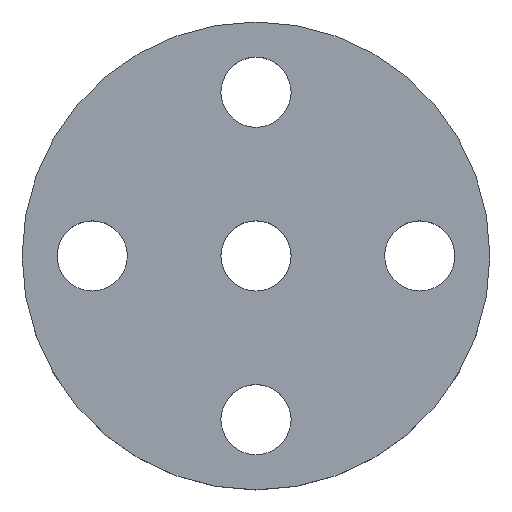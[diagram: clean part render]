
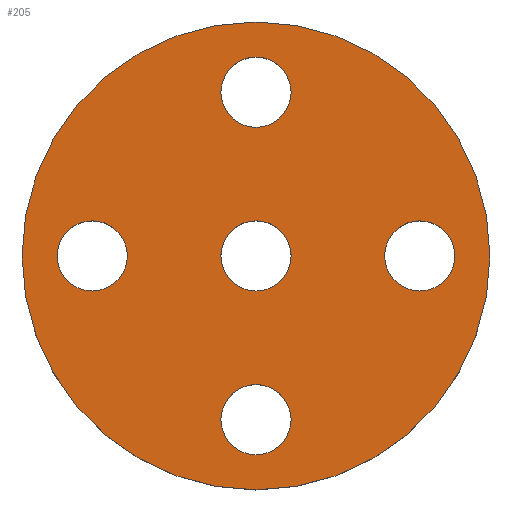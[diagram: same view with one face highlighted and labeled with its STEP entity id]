
A CAD part, top view. The second image highlights one B-rep face of the part: STEP entity #205.
In plain terms, the highlighted planar face has unit normal (0, 0, 1).
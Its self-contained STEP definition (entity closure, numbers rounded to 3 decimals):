
#3 = AXIS2_PLACEMENT_3D ( 'NONE', #437, #399, #321 ) ;
#6 = VERTEX_POINT ( 'NONE', #229 ) ;
#18 = DIRECTION ( 'NONE',  ( 1., 0., 0. ) ) ;
#20 = CARTESIAN_POINT ( 'NONE',  ( 5.5, 0., 3. ) ) ;
#25 = ORIENTED_EDGE ( 'NONE', *, *, #290, .F. ) ;
#29 = DIRECTION ( 'NONE',  ( 0., 0., 1. ) ) ;
#32 = EDGE_CURVE ( 'NONE', #128, #66, #83, .T. ) ;
#43 = EDGE_CURVE ( 'NONE', #260, #240, #436, .T. ) ;
#54 = ORIENTED_EDGE ( 'NONE', *, *, #106, .F. ) ;
#58 = AXIS2_PLACEMENT_3D ( 'NONE', #200, #307, #232 ) ;
#61 = CARTESIAN_POINT ( 'NONE',  ( 0., -7., 3. ) ) ;
#62 = EDGE_LOOP ( 'NONE', ( #453, #462 ) ) ;
#66 = VERTEX_POINT ( 'NONE', #113 ) ;
#76 = CARTESIAN_POINT ( 'NONE',  ( -7., 0., 3. ) ) ;
#82 = CIRCLE ( 'NONE', #116, 10. ) ;
#83 = CIRCLE ( 'NONE', #366, 1.5 ) ;
#86 = FACE_BOUND ( 'NONE', #62, .T. ) ;
#89 = CIRCLE ( 'NONE', #3, 10. ) ;
#91 = AXIS2_PLACEMENT_3D ( 'NONE', #315, #215, #439 ) ;
#92 = EDGE_LOOP ( 'NONE', ( #95, #54 ) ) ;
#95 = ORIENTED_EDGE ( 'NONE', *, *, #286, .F. ) ;
#96 = DIRECTION ( 'NONE',  ( 0., 0., 1. ) ) ;
#100 = ORIENTED_EDGE ( 'NONE', *, *, #309, .F. ) ;
#106 = EDGE_CURVE ( 'NONE', #132, #325, #109, .T. ) ;
#107 = CARTESIAN_POINT ( 'NONE',  ( 0., 0., 3. ) ) ;
#109 = CIRCLE ( 'NONE', #178, 1.5 ) ;
#113 = CARTESIAN_POINT ( 'NONE',  ( 1.5, 7., 3. ) ) ;
#114 = AXIS2_PLACEMENT_3D ( 'NONE', #140, #369, #18 ) ;
#115 = CARTESIAN_POINT ( 'NONE',  ( -5.5, 0., 3. ) ) ;
#116 = AXIS2_PLACEMENT_3D ( 'NONE', #376, #191, #414 ) ;
#120 = CARTESIAN_POINT ( 'NONE',  ( 8.5, 0., 3. ) ) ;
#123 = VERTEX_POINT ( 'NONE', #115 ) ;
#128 = VERTEX_POINT ( 'NONE', #304 ) ;
#132 = VERTEX_POINT ( 'NONE', #120 ) ;
#133 = CIRCLE ( 'NONE', #491, 1.5 ) ;
#134 = AXIS2_PLACEMENT_3D ( 'NONE', #156, #29, #386 ) ;
#140 = CARTESIAN_POINT ( 'NONE',  ( 0., 7., 3. ) ) ;
#142 = AXIS2_PLACEMENT_3D ( 'NONE', #148, #449, #143 ) ;
#143 = DIRECTION ( 'NONE',  ( 1., 0., 0. ) ) ;
#148 = CARTESIAN_POINT ( 'NONE',  ( -7., 0., 3. ) ) ;
#156 = CARTESIAN_POINT ( 'NONE',  ( 0., 0., 3. ) ) ;
#157 = CIRCLE ( 'NONE', #284, 1.5 ) ;
#166 = VERTEX_POINT ( 'NONE', #265 ) ;
#174 = CARTESIAN_POINT ( 'NONE',  ( 1.5, -7., 3. ) ) ;
#178 = AXIS2_PLACEMENT_3D ( 'NONE', #241, #470, #343 ) ;
#185 = EDGE_LOOP ( 'NONE', ( #249, #417 ) ) ;
#191 = DIRECTION ( 'NONE',  ( 0., 0., 1. ) ) ;
#200 = CARTESIAN_POINT ( 'NONE',  ( 0., -7., 3. ) ) ;
#205 = ADVANCED_FACE ( 'NONE', ( #250, #357, #362, #86, #312, #359 ), #479, .T. ) ;
#206 = ORIENTED_EDGE ( 'NONE', *, *, #418, .F. ) ;
#215 = DIRECTION ( 'NONE',  ( 0., 0., 1. ) ) ;
#229 = CARTESIAN_POINT ( 'NONE',  ( 10., 0., 3. ) ) ;
#232 = DIRECTION ( 'NONE',  ( 1., 0., 0. ) ) ;
#240 = VERTEX_POINT ( 'NONE', #174 ) ;
#241 = CARTESIAN_POINT ( 'NONE',  ( 7., 0., 3. ) ) ;
#249 = ORIENTED_EDGE ( 'NONE', *, *, #408, .T. ) ;
#250 = FACE_BOUND ( 'NONE', #251, .T. ) ;
#251 = EDGE_LOOP ( 'NONE', ( #100, #482 ) ) ;
#254 = EDGE_CURVE ( 'NONE', #6, #355, #89, .T. ) ;
#260 = VERTEX_POINT ( 'NONE', #485 ) ;
#262 = CARTESIAN_POINT ( 'NONE',  ( 7., 0., 3. ) ) ;
#263 = VERTEX_POINT ( 'NONE', #324 ) ;
#265 = CARTESIAN_POINT ( 'NONE',  ( 1.5, 0., 3. ) ) ;
#272 = DIRECTION ( 'NONE',  ( 1., 0., 0. ) ) ;
#275 = EDGE_LOOP ( 'NONE', ( #25, #279 ) ) ;
#279 = ORIENTED_EDGE ( 'NONE', *, *, #476, .F. ) ;
#284 = AXIS2_PLACEMENT_3D ( 'NONE', #107, #489, #371 ) ;
#286 = EDGE_CURVE ( 'NONE', #325, #132, #133, .T. ) ;
#290 = EDGE_CURVE ( 'NONE', #365, #166, #157, .T. ) ;
#295 = CARTESIAN_POINT ( 'NONE',  ( -10., 0., 3. ) ) ;
#304 = CARTESIAN_POINT ( 'NONE',  ( -1.5, 7., 3. ) ) ;
#307 = DIRECTION ( 'NONE',  ( 0., 0., 1. ) ) ;
#309 = EDGE_CURVE ( 'NONE', #263, #123, #410, .T. ) ;
#311 = CIRCLE ( 'NONE', #506, 1.5 ) ;
#312 = FACE_BOUND ( 'NONE', #486, .T. ) ;
#313 = AXIS2_PLACEMENT_3D ( 'NONE', #61, #430, #504 ) ;
#315 = CARTESIAN_POINT ( 'NONE',  ( 0., 0., 3. ) ) ;
#321 = DIRECTION ( 'NONE',  ( 1., 0., 0. ) ) ;
#323 = EDGE_CURVE ( 'NONE', #66, #128, #330, .T. ) ;
#324 = CARTESIAN_POINT ( 'NONE',  ( -8.5, 0., 3. ) ) ;
#325 = VERTEX_POINT ( 'NONE', #20 ) ;
#330 = CIRCLE ( 'NONE', #114, 1.5 ) ;
#343 = DIRECTION ( 'NONE',  ( 1., 0., 0. ) ) ;
#353 = ORIENTED_EDGE ( 'NONE', *, *, #43, .F. ) ;
#355 = VERTEX_POINT ( 'NONE', #295 ) ;
#357 = FACE_BOUND ( 'NONE', #92, .T. ) ;
#359 = FACE_BOUND ( 'NONE', #275, .T. ) ;
#362 = FACE_OUTER_BOUND ( 'NONE', #185, .T. ) ;
#365 = VERTEX_POINT ( 'NONE', #487 ) ;
#366 = AXIS2_PLACEMENT_3D ( 'NONE', #432, #389, #272 ) ;
#369 = DIRECTION ( 'NONE',  ( 0., 0., 1. ) ) ;
#371 = DIRECTION ( 'NONE',  ( 1., 0., 0. ) ) ;
#376 = CARTESIAN_POINT ( 'NONE',  ( 0., 0., 3. ) ) ;
#386 = DIRECTION ( 'NONE',  ( 1., 0., 0. ) ) ;
#389 = DIRECTION ( 'NONE',  ( 0., 0., 1. ) ) ;
#399 = DIRECTION ( 'NONE',  ( 0., 0., 1. ) ) ;
#408 = EDGE_CURVE ( 'NONE', #355, #6, #82, .T. ) ;
#410 = CIRCLE ( 'NONE', #142, 1.5 ) ;
#414 = DIRECTION ( 'NONE',  ( 1., 0., 0. ) ) ;
#417 = ORIENTED_EDGE ( 'NONE', *, *, #254, .T. ) ;
#418 = EDGE_CURVE ( 'NONE', #240, #260, #478, .T. ) ;
#421 = CIRCLE ( 'NONE', #134, 1.5 ) ;
#423 = DIRECTION ( 'NONE',  ( 1., 0., 0. ) ) ;
#430 = DIRECTION ( 'NONE',  ( 0., 0., 1. ) ) ;
#432 = CARTESIAN_POINT ( 'NONE',  ( 0., 7., 3. ) ) ;
#436 = CIRCLE ( 'NONE', #58, 1.5 ) ;
#437 = CARTESIAN_POINT ( 'NONE',  ( 0., 0., 3. ) ) ;
#439 = DIRECTION ( 'NONE',  ( 1., 0., 0. ) ) ;
#449 = DIRECTION ( 'NONE',  ( 0., 0., 1. ) ) ;
#450 = EDGE_CURVE ( 'NONE', #123, #263, #311, .T. ) ;
#453 = ORIENTED_EDGE ( 'NONE', *, *, #32, .F. ) ;
#462 = ORIENTED_EDGE ( 'NONE', *, *, #323, .F. ) ;
#467 = DIRECTION ( 'NONE',  ( 0., 0., 1. ) ) ;
#470 = DIRECTION ( 'NONE',  ( 0., 0., 1. ) ) ;
#476 = EDGE_CURVE ( 'NONE', #166, #365, #421, .T. ) ;
#478 = CIRCLE ( 'NONE', #313, 1.5 ) ;
#479 = PLANE ( 'NONE',  #91 ) ;
#482 = ORIENTED_EDGE ( 'NONE', *, *, #450, .F. ) ;
#485 = CARTESIAN_POINT ( 'NONE',  ( -1.5, -7., 3. ) ) ;
#486 = EDGE_LOOP ( 'NONE', ( #353, #206 ) ) ;
#487 = CARTESIAN_POINT ( 'NONE',  ( -1.5, 0., 3. ) ) ;
#489 = DIRECTION ( 'NONE',  ( 0., 0., 1. ) ) ;
#491 = AXIS2_PLACEMENT_3D ( 'NONE', #262, #96, #423 ) ;
#501 = DIRECTION ( 'NONE',  ( 1., 0., 0. ) ) ;
#504 = DIRECTION ( 'NONE',  ( 1., 0., 0. ) ) ;
#506 = AXIS2_PLACEMENT_3D ( 'NONE', #76, #467, #501 ) ;
